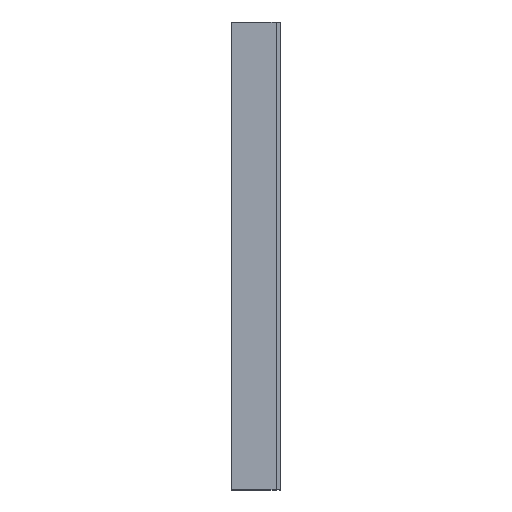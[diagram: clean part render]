
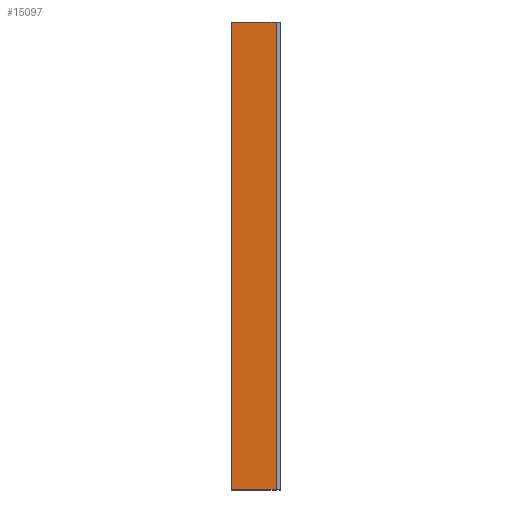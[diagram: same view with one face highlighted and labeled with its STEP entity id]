
A CAD part, left-side view. The second image highlights one B-rep face of the part: STEP entity #15097.
In plain terms, the highlighted planar face has unit normal (-1, 0, 0).
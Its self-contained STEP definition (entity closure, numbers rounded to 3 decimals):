
#316 = DIRECTION ( 'NONE',  ( 0., 0., 1. ) ) ;
#536 = EDGE_LOOP ( 'NONE', ( #3328, #21579, #44592, #8792 ) ) ;
#3328 = ORIENTED_EDGE ( 'NONE', *, *, #7518, .T. ) ;
#4515 = VECTOR ( 'NONE', #42689, 1000. ) ;
#6724 = LINE ( 'NONE', #7037, #36118 ) ;
#7037 = CARTESIAN_POINT ( 'NONE',  ( -8., 1.1, 5.25 ) ) ;
#7518 = EDGE_CURVE ( 'NONE', #9782, #47014, #6724, .T. ) ;
#8143 = CARTESIAN_POINT ( 'NONE',  ( -8., 1.1, -5.25 ) ) ;
#8792 = ORIENTED_EDGE ( 'NONE', *, *, #47564, .F. ) ;
#9782 = VERTEX_POINT ( 'NONE', #37737 ) ;
#11898 = LINE ( 'NONE', #25411, #44186 ) ;
#15097 = ADVANCED_FACE ( 'NONE', ( #39824 ), #38348, .F. ) ;
#16736 = EDGE_CURVE ( 'NONE', #43483, #47014, #11898, .T. ) ;
#18280 = VERTEX_POINT ( 'NONE', #35285 ) ;
#19847 = LINE ( 'NONE', #41198, #32796 ) ;
#21579 = ORIENTED_EDGE ( 'NONE', *, *, #16736, .F. ) ;
#21953 = CARTESIAN_POINT ( 'NONE',  ( -8., 1.1, -5.25 ) ) ;
#24016 = CARTESIAN_POINT ( 'NONE',  ( -8., 0.1, -5.25 ) ) ;
#25411 = CARTESIAN_POINT ( 'NONE',  ( -8., 1.1, 0. ) ) ;
#26172 = AXIS2_PLACEMENT_3D ( 'NONE', #8143, #38185, #45717 ) ;
#30000 = DIRECTION ( 'NONE',  ( 0., 1., 0. ) ) ;
#32796 = VECTOR ( 'NONE', #45143, 1000. ) ;
#35285 = CARTESIAN_POINT ( 'NONE',  ( -8., 0.1, -5.25 ) ) ;
#36118 = VECTOR ( 'NONE', #30000, 1000. ) ;
#37238 = EDGE_CURVE ( 'NONE', #18280, #43483, #19847, .T. ) ;
#37737 = CARTESIAN_POINT ( 'NONE',  ( -8., 0.1, 5.25 ) ) ;
#38185 = DIRECTION ( 'NONE',  ( 1., 0., 0. ) ) ;
#38348 = PLANE ( 'NONE',  #26172 ) ;
#39824 = FACE_OUTER_BOUND ( 'NONE', #536, .T. ) ;
#41198 = CARTESIAN_POINT ( 'NONE',  ( -8., 1.1, -5.25 ) ) ;
#41530 = LINE ( 'NONE', #24016, #4515 ) ;
#42689 = DIRECTION ( 'NONE',  ( 0., 0., -1. ) ) ;
#43483 = VERTEX_POINT ( 'NONE', #21953 ) ;
#44186 = VECTOR ( 'NONE', #316, 1000. ) ;
#44592 = ORIENTED_EDGE ( 'NONE', *, *, #37238, .F. ) ;
#45143 = DIRECTION ( 'NONE',  ( 0., 1., 0. ) ) ;
#45717 = DIRECTION ( 'NONE',  ( 0., 0., -1. ) ) ;
#47014 = VERTEX_POINT ( 'NONE', #47650 ) ;
#47564 = EDGE_CURVE ( 'NONE', #9782, #18280, #41530, .T. ) ;
#47650 = CARTESIAN_POINT ( 'NONE',  ( -8., 1.1, 5.25 ) ) ;
